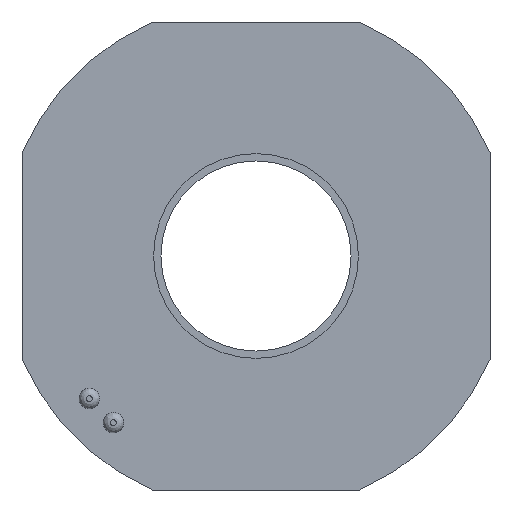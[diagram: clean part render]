
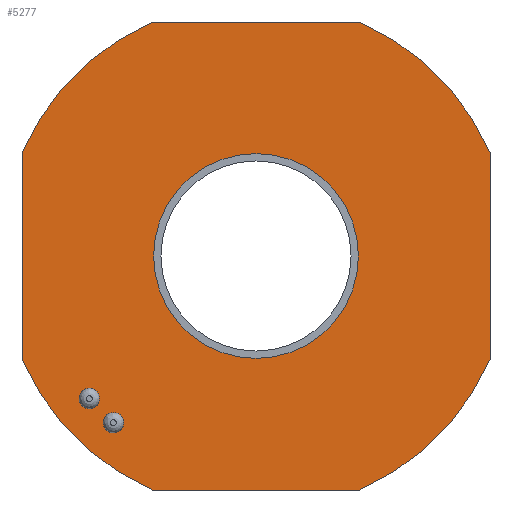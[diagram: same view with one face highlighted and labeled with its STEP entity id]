
A CAD part, front view. The second image highlights one B-rep face of the part: STEP entity #5277.
In plain terms, the highlighted planar face has unit normal (0, -1, 0).
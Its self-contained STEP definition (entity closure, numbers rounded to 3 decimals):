
#182=FACE_BOUND('',#1627,.T.);
#183=FACE_BOUND('',#1628,.T.);
#184=FACE_BOUND('',#1629,.T.);
#195=PLANE('',#5758);
#329=LINE('',#8378,#743);
#330=LINE('',#8382,#744);
#331=LINE('',#8386,#745);
#332=LINE('',#8390,#746);
#743=VECTOR('',#6486,1000.);
#744=VECTOR('',#6489,1000.);
#745=VECTOR('',#6492,1000.);
#746=VECTOR('',#6495,1000.);
#1313=FACE_OUTER_BOUND('',#1626,.T.);
#1626=EDGE_LOOP('',(#3635,#3636,#3637,#3638,#3639,#3640,#3641,#3642));
#1627=EDGE_LOOP('',(#3643));
#1628=EDGE_LOOP('',(#3644));
#1629=EDGE_LOOP('',(#3645));
#1951=CIRCLE('',#5751,0.7);
#1954=CIRCLE('',#5754,0.7);
#1955=CIRCLE('',#5756,7.);
#1957=CIRCLE('',#5759,17.5);
#1958=CIRCLE('',#5760,17.5);
#1959=CIRCLE('',#5761,17.5);
#1960=CIRCLE('',#5762,17.5);
#2284=VERTEX_POINT('',#8334);
#2286=VERTEX_POINT('',#8366);
#2287=VERTEX_POINT('',#8370);
#2289=VERTEX_POINT('',#8376);
#2290=VERTEX_POINT('',#8377);
#2291=VERTEX_POINT('',#8379);
#2292=VERTEX_POINT('',#8381);
#2293=VERTEX_POINT('',#8383);
#2294=VERTEX_POINT('',#8385);
#2295=VERTEX_POINT('',#8387);
#2296=VERTEX_POINT('',#8389);
#2805=EDGE_CURVE('',#2284,#2284,#1951,.T.);
#2808=EDGE_CURVE('',#2286,#2286,#1954,.T.);
#2809=EDGE_CURVE('',#2287,#2287,#1955,.T.);
#2812=EDGE_CURVE('',#2289,#2290,#329,.T.);
#2813=EDGE_CURVE('',#2291,#2289,#1957,.T.);
#2814=EDGE_CURVE('',#2292,#2291,#330,.T.);
#2815=EDGE_CURVE('',#2293,#2292,#1958,.T.);
#2816=EDGE_CURVE('',#2294,#2293,#331,.T.);
#2817=EDGE_CURVE('',#2295,#2294,#1959,.T.);
#2818=EDGE_CURVE('',#2296,#2295,#332,.T.);
#2819=EDGE_CURVE('',#2290,#2296,#1960,.T.);
#3635=ORIENTED_EDGE('',*,*,#2812,.F.);
#3636=ORIENTED_EDGE('',*,*,#2813,.F.);
#3637=ORIENTED_EDGE('',*,*,#2814,.F.);
#3638=ORIENTED_EDGE('',*,*,#2815,.F.);
#3639=ORIENTED_EDGE('',*,*,#2816,.F.);
#3640=ORIENTED_EDGE('',*,*,#2817,.F.);
#3641=ORIENTED_EDGE('',*,*,#2818,.F.);
#3642=ORIENTED_EDGE('',*,*,#2819,.F.);
#3643=ORIENTED_EDGE('',*,*,#2805,.F.);
#3644=ORIENTED_EDGE('',*,*,#2808,.F.);
#3645=ORIENTED_EDGE('',*,*,#2809,.T.);
#5277=ADVANCED_FACE('',(#1313,#182,#183,#184),#195,.T.);
#5751=AXIS2_PLACEMENT_3D('',#8336,#6469,#6470);
#5754=AXIS2_PLACEMENT_3D('',#8368,#6475,#6476);
#5756=AXIS2_PLACEMENT_3D('',#8371,#6479,#6480);
#5758=AXIS2_PLACEMENT_3D('',#8375,#6484,#6485);
#5759=AXIS2_PLACEMENT_3D('',#8380,#6487,#6488);
#5760=AXIS2_PLACEMENT_3D('',#8384,#6490,#6491);
#5761=AXIS2_PLACEMENT_3D('',#8388,#6493,#6494);
#5762=AXIS2_PLACEMENT_3D('',#8391,#6496,#6497);
#6469=DIRECTION('center_axis',(0.,-1.,0.));
#6470=DIRECTION('ref_axis',(0.,0.,-1.));
#6475=DIRECTION('center_axis',(0.,-1.,0.));
#6476=DIRECTION('ref_axis',(0.,0.,-1.));
#6479=DIRECTION('center_axis',(0.,1.,0.));
#6480=DIRECTION('ref_axis',(0.,0.,-1.));
#6484=DIRECTION('center_axis',(0.,-1.,0.));
#6485=DIRECTION('ref_axis',(0.,0.,-1.));
#6486=DIRECTION('',(-1.,0.,0.));
#6487=DIRECTION('center_axis',(0.,1.,0.));
#6488=DIRECTION('ref_axis',(0.,0.,-1.));
#6489=DIRECTION('',(0.,0.,-1.));
#6490=DIRECTION('center_axis',(0.,1.,0.));
#6491=DIRECTION('ref_axis',(0.,0.,-1.));
#6492=DIRECTION('',(1.,0.,0.));
#6493=DIRECTION('center_axis',(0.,1.,0.));
#6494=DIRECTION('ref_axis',(0.,0.,-1.));
#6495=DIRECTION('',(0.,0.,1.));
#6496=DIRECTION('center_axis',(0.,1.,0.));
#6497=DIRECTION('ref_axis',(0.,0.,-1.));
#8334=CARTESIAN_POINT('',(-11.4,0.,-9.049));
#8336=CARTESIAN_POINT('Origin',(-11.4,0.,-9.749));
#8366=CARTESIAN_POINT('',(-9.749,0.,-10.7));
#8368=CARTESIAN_POINT('Origin',(-9.749,0.,-11.4));
#8370=CARTESIAN_POINT('',(0.,0.,-7.));
#8371=CARTESIAN_POINT('Origin',(0.,0.,0.));
#8375=CARTESIAN_POINT('Origin',(0.,0.,0.));
#8376=CARTESIAN_POINT('',(7.089,0.,-16.));
#8377=CARTESIAN_POINT('',(-7.089,0.,-16.));
#8378=CARTESIAN_POINT('',(-16.,0.,-16.));
#8379=CARTESIAN_POINT('',(16.,0.,-7.089));
#8380=CARTESIAN_POINT('Origin',(0.,0.,0.));
#8381=CARTESIAN_POINT('',(16.,0.,7.089));
#8382=CARTESIAN_POINT('',(16.,0.,16.));
#8383=CARTESIAN_POINT('',(7.089,0.,16.));
#8384=CARTESIAN_POINT('Origin',(0.,0.,0.));
#8385=CARTESIAN_POINT('',(-7.089,0.,16.));
#8386=CARTESIAN_POINT('',(-16.,0.,16.));
#8387=CARTESIAN_POINT('',(-16.,0.,7.089));
#8388=CARTESIAN_POINT('Origin',(0.,0.,0.));
#8389=CARTESIAN_POINT('',(-16.,0.,-7.089));
#8390=CARTESIAN_POINT('',(-16.,0.,16.));
#8391=CARTESIAN_POINT('Origin',(0.,0.,0.));
